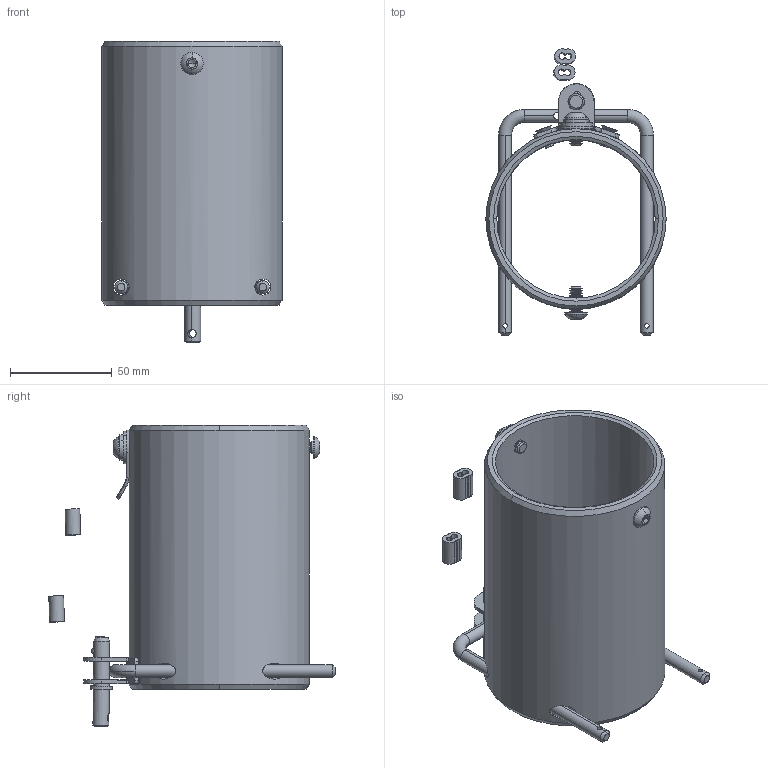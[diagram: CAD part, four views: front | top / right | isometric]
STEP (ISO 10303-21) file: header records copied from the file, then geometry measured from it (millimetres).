
FILE_DESCRIPTION (( 'STEP AP214' ), '1' );
FILE_NAME ('ORC4333-M02.STEP', '2024-07-15T15:12:28', ( '' ), ( '' ), 'SwSTEP 2.0', 'SolidWorks 2020', '' );
FILE_SCHEMA (( 'AUTOMOTIVE_DESIGN' ));
Length unit declared in the file: inch
Products named in the file (1): ORC4333-M02
Bounding box: 88.77 x 141.05 x 148.58 mm (x, y, z)
Volume: 194392.4 mm3; surface area: 84676.9 mm2
Topology: 13 solids, 13 shells, 389 faces, 981 edges, 614 vertices
Faces by surface type: cylinder 165, plane 108, cone 100, bspline 6, sphere 6, torus 4
Entity records: 18065 total; most frequent: CARTESIAN_POINT 3209, DIRECTION 2130, ORIENTED_EDGE 1954, EDGE_CURVE 977, AXIS2_PLACEMENT_3D 851, VERTEX_POINT 614, CIRCLE 467, EDGE_LOOP 433
